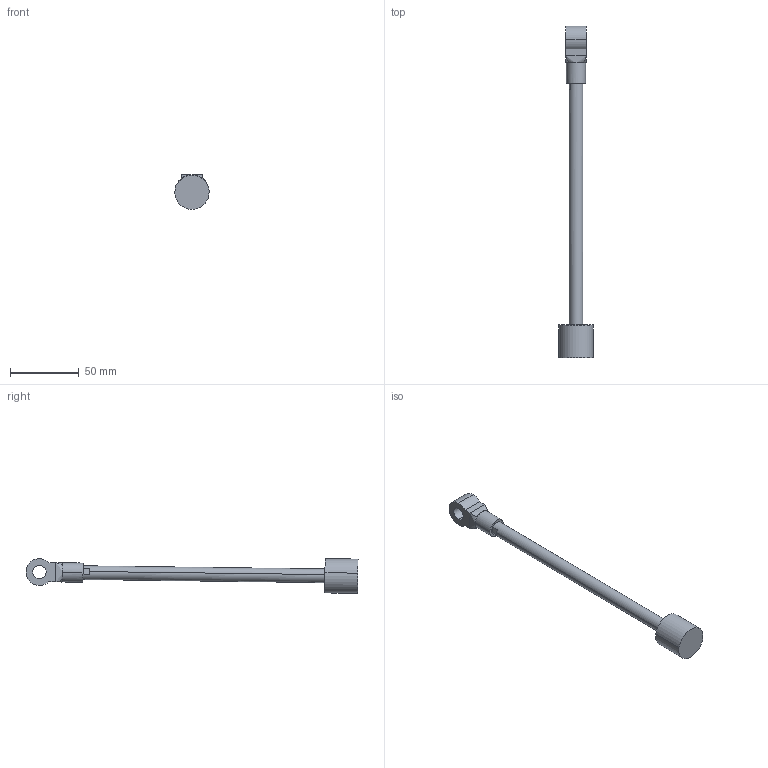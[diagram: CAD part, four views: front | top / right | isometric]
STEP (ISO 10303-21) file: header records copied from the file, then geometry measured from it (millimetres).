
FILE_DESCRIPTION (( 'STEP AP214' ), '1' );
FILE_NAME ('pistonSto.STEP', '2020-01-09T12:37:10', ( '' ), ( '' ), 'SwSTEP 2.0', 'SolidWorks 2019', '' );
FILE_SCHEMA (( 'AUTOMOTIVE_DESIGN' ));
Length unit declared in the file: millimetre
Products named in the file (1): pistonSto
Bounding box: 25 x 242.25 x 25.31 mm (x, y, z)
Volume: 33444.8 mm3; surface area: 12503.3 mm2
Topology: 2 solids, 2 shells, 40 faces, 110 edges, 76 vertices
Faces by surface type: cylinder 17, plane 15, cone 4, bspline 4
Entity records: 1991 total; most frequent: CARTESIAN_POINT 517, ORIENTED_EDGE 220, DIRECTION 186, EDGE_CURVE 110, VERTEX_POINT 76, AXIS2_PLACEMENT_3D 73, EDGE_LOOP 44, UNCERTAINTY_MEASURE_WITH_UNIT 44
